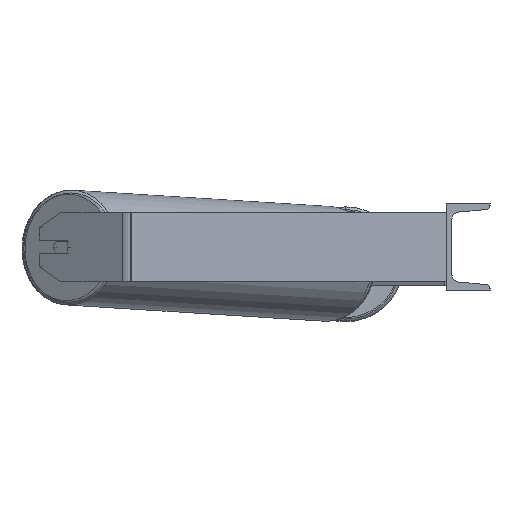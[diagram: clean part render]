
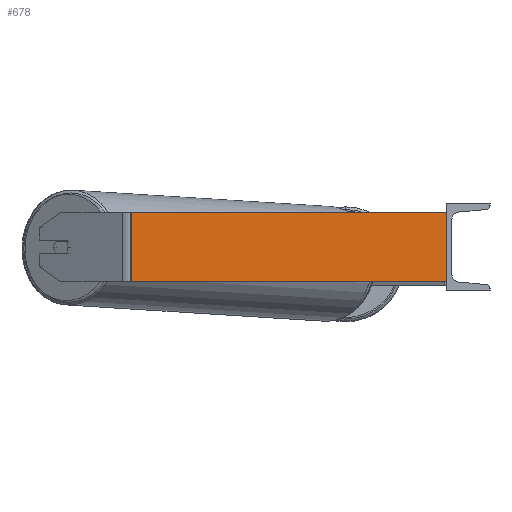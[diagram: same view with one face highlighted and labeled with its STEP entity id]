
A CAD part, left-side view. The second image highlights one B-rep face of the part: STEP entity #678.
In plain terms, the highlighted planar face has unit normal (-0.996, -0.087, 0).
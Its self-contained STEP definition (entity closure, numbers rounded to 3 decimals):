
#5 = CARTESIAN_POINT ( 'NONE',  ( -817.391, 370.228, -40. ) ) ;
#168 = VECTOR ( 'NONE', #2847, 1000. ) ;
#269 = EDGE_CURVE ( 'NONE', #359, #5588, #7035, .T. ) ;
#310 = EDGE_CURVE ( 'NONE', #359, #7151, #7603, .T. ) ;
#359 = VERTEX_POINT ( 'NONE', #8534 ) ;
#678 = ADVANCED_FACE ( 'NONE', ( #4161 ), #1521, .F. ) ;
#737 = DIRECTION ( 'NONE',  ( 0.996, 0.087, 0. ) ) ;
#1521 = PLANE ( 'NONE',  #5378 ) ;
#1554 = VECTOR ( 'NONE', #2850, 1000. ) ;
#1966 = ORIENTED_EDGE ( 'NONE', *, *, #310, .F. ) ;
#2295 = EDGE_CURVE ( 'NONE', #7151, #6858, #7205, .T. ) ;
#2559 = ORIENTED_EDGE ( 'NONE', *, *, #269, .T. ) ;
#2847 = DIRECTION ( 'NONE',  ( 0., 0., -1. ) ) ;
#2850 = DIRECTION ( 'NONE',  ( 0.087, -0.996, 0. ) ) ;
#3702 = CARTESIAN_POINT ( 'NONE',  ( -817.391, 370.228, 40. ) ) ;
#4020 = ORIENTED_EDGE ( 'NONE', *, *, #7903, .T. ) ;
#4075 = EDGE_LOOP ( 'NONE', ( #4020, #5466, #1966, #2559 ) ) ;
#4161 = FACE_OUTER_BOUND ( 'NONE', #4075, .T. ) ;
#4343 = VECTOR ( 'NONE', #7786, 1000. ) ;
#4495 = DIRECTION ( 'NONE',  ( -0.087, 0.996, 0. ) ) ;
#4799 = CARTESIAN_POINT ( 'NONE',  ( -816.883, 364.426, -40. ) ) ;
#5033 = CARTESIAN_POINT ( 'NONE',  ( -785., 0., 40. ) ) ;
#5209 = CARTESIAN_POINT ( 'NONE',  ( -785., 0., 40. ) ) ;
#5378 = AXIS2_PLACEMENT_3D ( 'NONE', #3702, #737, #4495 ) ;
#5466 = ORIENTED_EDGE ( 'NONE', *, *, #2295, .F. ) ;
#5588 = VERTEX_POINT ( 'NONE', #4799 ) ;
#5632 = LINE ( 'NONE', #5, #1554 ) ;
#5671 = VECTOR ( 'NONE', #7987, 1000. ) ;
#6014 = CARTESIAN_POINT ( 'NONE',  ( -785., 0., -40. ) ) ;
#6858 = VERTEX_POINT ( 'NONE', #6014 ) ;
#7035 = LINE ( 'NONE', #8410, #168 ) ;
#7151 = VERTEX_POINT ( 'NONE', #5033 ) ;
#7205 = LINE ( 'NONE', #5209, #5671 ) ;
#7603 = LINE ( 'NONE', #8117, #4343 ) ;
#7786 = DIRECTION ( 'NONE',  ( 0.087, -0.996, 0. ) ) ;
#7903 = EDGE_CURVE ( 'NONE', #5588, #6858, #5632, .T. ) ;
#7987 = DIRECTION ( 'NONE',  ( 0., 0., -1. ) ) ;
#8117 = CARTESIAN_POINT ( 'NONE',  ( -817.391, 370.228, 40. ) ) ;
#8410 = CARTESIAN_POINT ( 'NONE',  ( -816.883, 364.426, 40. ) ) ;
#8534 = CARTESIAN_POINT ( 'NONE',  ( -816.883, 364.426, 40. ) ) ;
